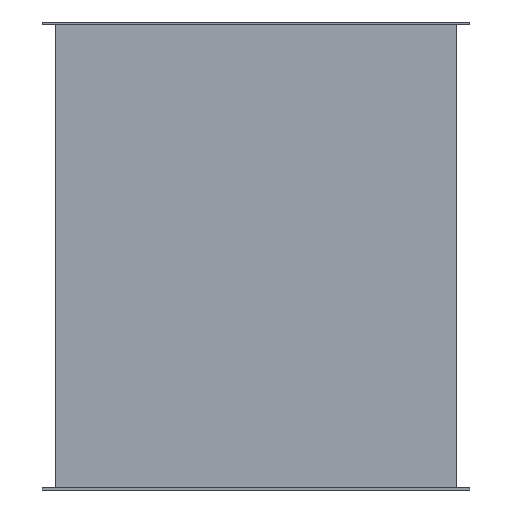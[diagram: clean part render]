
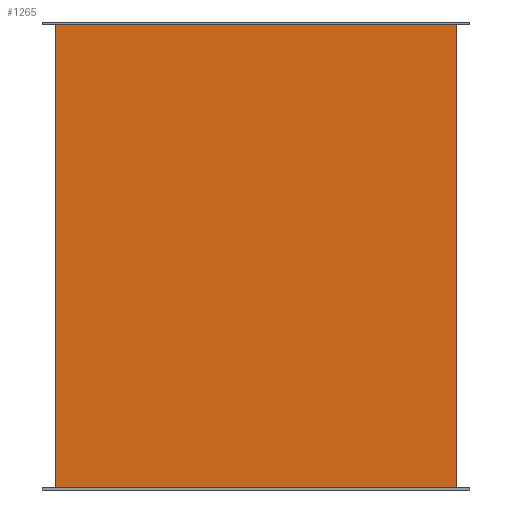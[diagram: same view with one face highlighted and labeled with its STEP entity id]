
A CAD part, front view. The second image highlights one B-rep face of the part: STEP entity #1265.
In plain terms, the highlighted planar face has unit normal (0, -1, 0).
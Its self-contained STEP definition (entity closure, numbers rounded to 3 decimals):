
#7 = ORIENTED_EDGE ( 'NONE', *, *, #1421, .T. ) ;
#294 = ORIENTED_EDGE ( 'NONE', *, *, #2737, .T. ) ;
#310 = LINE ( 'NONE', #1920, #1348 ) ;
#317 = VECTOR ( 'NONE', #2682, 1000. ) ;
#572 = ORIENTED_EDGE ( 'NONE', *, *, #1009, .F. ) ;
#688 = VERTEX_POINT ( 'NONE', #703 ) ;
#703 = CARTESIAN_POINT ( 'NONE',  ( 300., -175., -347. ) ) ;
#706 = LINE ( 'NONE', #2301, #2336 ) ;
#798 = CARTESIAN_POINT ( 'NONE',  ( -300., -175., -347. ) ) ;
#823 = CARTESIAN_POINT ( 'NONE',  ( 300., -175., 347. ) ) ;
#854 = DIRECTION ( 'NONE',  ( 0., 0., -1. ) ) ;
#859 = LINE ( 'NONE', #1183, #317 ) ;
#991 = DIRECTION ( 'NONE',  ( 1., 0., 0. ) ) ;
#1009 = EDGE_CURVE ( 'NONE', #2149, #688, #310, .T. ) ;
#1105 = VERTEX_POINT ( 'NONE', #2376 ) ;
#1128 = DIRECTION ( 'NONE',  ( 0., 1., 0. ) ) ;
#1183 = CARTESIAN_POINT ( 'NONE',  ( -300., -175., 350. ) ) ;
#1219 = DIRECTION ( 'NONE',  ( -1., 0., 0. ) ) ;
#1232 = CARTESIAN_POINT ( 'NONE',  ( -300., -175., -347. ) ) ;
#1265 = ADVANCED_FACE ( 'NONE', ( #1817 ), #2622, .F. ) ;
#1344 = CARTESIAN_POINT ( 'NONE',  ( -300., -175., 350. ) ) ;
#1348 = VECTOR ( 'NONE', #854, 1000. ) ;
#1421 = EDGE_CURVE ( 'NONE', #1105, #1576, #859, .T. ) ;
#1445 = ORIENTED_EDGE ( 'NONE', *, *, #2081, .T. ) ;
#1576 = VERTEX_POINT ( 'NONE', #1232 ) ;
#1728 = AXIS2_PLACEMENT_3D ( 'NONE', #1344, #1128, #2635 ) ;
#1766 = VECTOR ( 'NONE', #991, 1000. ) ;
#1817 = FACE_OUTER_BOUND ( 'NONE', #1957, .T. ) ;
#1830 = LINE ( 'NONE', #798, #1766 ) ;
#1920 = CARTESIAN_POINT ( 'NONE',  ( 300., -175., 350. ) ) ;
#1957 = EDGE_LOOP ( 'NONE', ( #7, #1445, #572, #294 ) ) ;
#2081 = EDGE_CURVE ( 'NONE', #1576, #688, #1830, .T. ) ;
#2149 = VERTEX_POINT ( 'NONE', #823 ) ;
#2301 = CARTESIAN_POINT ( 'NONE',  ( -300., -175., 347. ) ) ;
#2336 = VECTOR ( 'NONE', #1219, 1000. ) ;
#2376 = CARTESIAN_POINT ( 'NONE',  ( -300., -175., 347. ) ) ;
#2622 = PLANE ( 'NONE',  #1728 ) ;
#2635 = DIRECTION ( 'NONE',  ( 0., 0., 1. ) ) ;
#2682 = DIRECTION ( 'NONE',  ( 0., 0., -1. ) ) ;
#2737 = EDGE_CURVE ( 'NONE', #2149, #1105, #706, .T. ) ;
